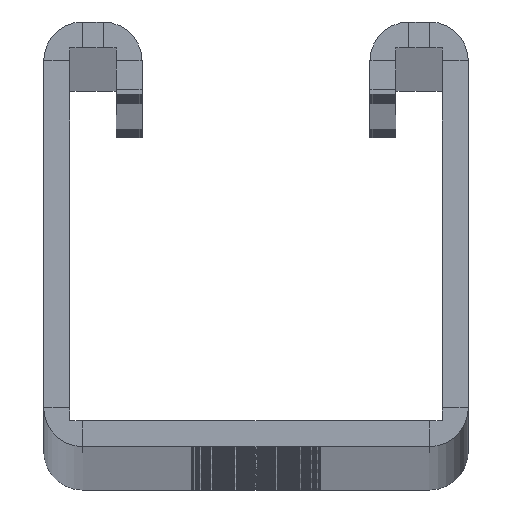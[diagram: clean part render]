
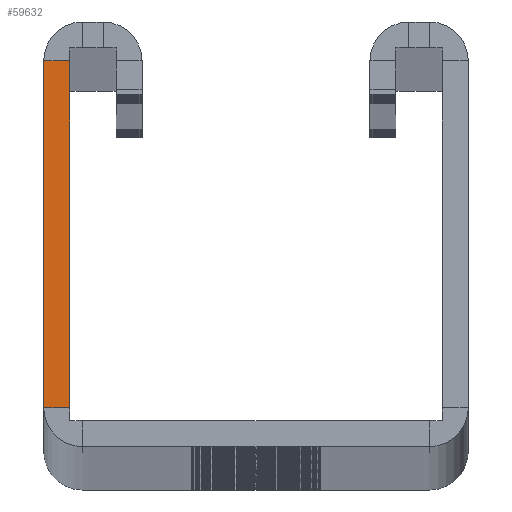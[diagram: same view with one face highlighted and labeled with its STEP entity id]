
A CAD part, top view. The second image highlights one B-rep face of the part: STEP entity #59632.
In plain terms, the highlighted planar face has unit normal (0, 0, 1).
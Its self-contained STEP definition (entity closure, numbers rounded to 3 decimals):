
#2434 = EDGE_CURVE ( 'NONE', #52824, #49146, #57306, .T. ) ;
#3630 = VECTOR ( 'NONE', #23891, 1000. ) ;
#5426 = ORIENTED_EDGE ( 'NONE', *, *, #2434, .T. ) ;
#7394 = CARTESIAN_POINT ( 'NONE',  ( -20.5, 3.75, 0. ) ) ;
#7690 = CARTESIAN_POINT ( 'NONE',  ( -18., 37.25, 0. ) ) ;
#8057 = DIRECTION ( 'NONE',  ( 0., 0., 1. ) ) ;
#9025 = LINE ( 'NONE', #47399, #3630 ) ;
#11683 = EDGE_CURVE ( 'NONE', #27290, #52824, #16466, .T. ) ;
#12858 = FACE_OUTER_BOUND ( 'NONE', #33610, .T. ) ;
#15478 = DIRECTION ( 'NONE',  ( -1., 0., 0. ) ) ;
#15616 = EDGE_CURVE ( 'NONE', #70341, #27290, #55266, .T. ) ;
#16466 = LINE ( 'NONE', #68776, #57665 ) ;
#23891 = DIRECTION ( 'NONE',  ( 0., 1., 0. ) ) ;
#27290 = VERTEX_POINT ( 'NONE', #50716 ) ;
#33610 = EDGE_LOOP ( 'NONE', ( #64113, #53885, #68333, #5426 ) ) ;
#34969 = AXIS2_PLACEMENT_3D ( 'NONE', #64617, #8057, #65110 ) ;
#42043 = VECTOR ( 'NONE', #15478, 1000. ) ;
#43979 = CARTESIAN_POINT ( 'NONE',  ( -20.5, 3.75, 0. ) ) ;
#46984 = DIRECTION ( 'NONE',  ( 0., 1., 0. ) ) ;
#47399 = CARTESIAN_POINT ( 'NONE',  ( -20.5, 0., 0. ) ) ;
#49146 = VERTEX_POINT ( 'NONE', #64149 ) ;
#50716 = CARTESIAN_POINT ( 'NONE',  ( -18., 3.75, 0. ) ) ;
#51651 = VECTOR ( 'NONE', #60552, 1000. ) ;
#52824 = VERTEX_POINT ( 'NONE', #7690 ) ;
#53885 = ORIENTED_EDGE ( 'NONE', *, *, #15616, .T. ) ;
#55266 = LINE ( 'NONE', #43979, #51651 ) ;
#57306 = LINE ( 'NONE', #72551, #42043 ) ;
#57665 = VECTOR ( 'NONE', #46984, 1000. ) ;
#58653 = PLANE ( 'NONE',  #34969 ) ;
#59632 = ADVANCED_FACE ( 'NONE', ( #12858 ), #58653, .T. ) ;
#60552 = DIRECTION ( 'NONE',  ( 1., 0., 0. ) ) ;
#63565 = EDGE_CURVE ( 'NONE', #70341, #49146, #9025, .T. ) ;
#64113 = ORIENTED_EDGE ( 'NONE', *, *, #63565, .F. ) ;
#64149 = CARTESIAN_POINT ( 'NONE',  ( -20.5, 37.25, 0. ) ) ;
#64617 = CARTESIAN_POINT ( 'NONE',  ( -16.75, 2.5, 0. ) ) ;
#65110 = DIRECTION ( 'NONE',  ( 1., 0., 0. ) ) ;
#68333 = ORIENTED_EDGE ( 'NONE', *, *, #11683, .T. ) ;
#68776 = CARTESIAN_POINT ( 'NONE',  ( -18., 0., 0. ) ) ;
#70341 = VERTEX_POINT ( 'NONE', #7394 ) ;
#72551 = CARTESIAN_POINT ( 'NONE',  ( -18., 37.25, 0. ) ) ;
